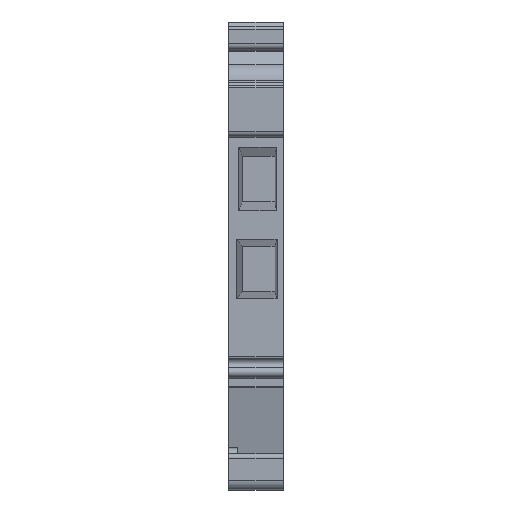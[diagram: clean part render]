
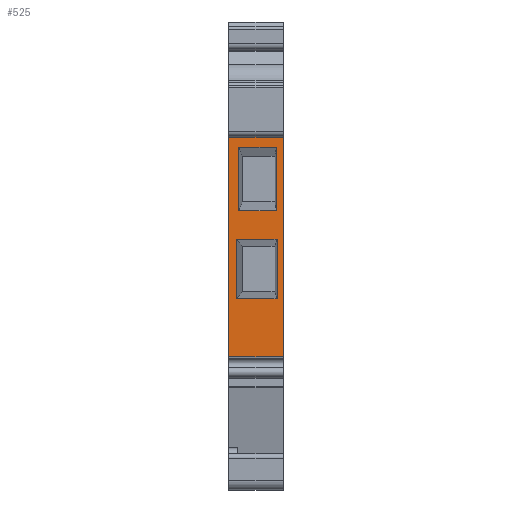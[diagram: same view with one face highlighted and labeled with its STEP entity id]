
A CAD part, left-side view. The second image highlights one B-rep face of the part: STEP entity #525.
In plain terms, the highlighted planar face has unit normal (-1, 0, 0).
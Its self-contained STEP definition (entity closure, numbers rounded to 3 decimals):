
#525 = ADVANCED_FACE( '', ( #1156, #1157, #1158 ), #1159, .F. );
#1156 = FACE_BOUND( '', #1890, .T. );
#1157 = FACE_OUTER_BOUND( '', #1891, .T. );
#1158 = FACE_BOUND( '', #1892, .T. );
#1159 = PLANE( '', #1893 );
#1890 = EDGE_LOOP( '', ( #3453, #3454, #3455, #3456 ) );
#1891 = EDGE_LOOP( '', ( #3457, #3458, #3459, #3460 ) );
#1892 = EDGE_LOOP( '', ( #3461, #3462, #3463, #3464 ) );
#1893 = AXIS2_PLACEMENT_3D( '', #3465, #3466, #3467 );
#3453 = ORIENTED_EDGE( '', *, *, #5137, .T. );
#3454 = ORIENTED_EDGE( '', *, *, #5138, .T. );
#3455 = ORIENTED_EDGE( '', *, *, #5139, .T. );
#3456 = ORIENTED_EDGE( '', *, *, #5140, .T. );
#3457 = ORIENTED_EDGE( '', *, *, #5141, .T. );
#3458 = ORIENTED_EDGE( '', *, *, #5142, .F. );
#3459 = ORIENTED_EDGE( '', *, *, #4889, .F. );
#3460 = ORIENTED_EDGE( '', *, *, #4515, .T. );
#3461 = ORIENTED_EDGE( '', *, *, #5143, .T. );
#3462 = ORIENTED_EDGE( '', *, *, #5029, .T. );
#3463 = ORIENTED_EDGE( '', *, *, #5048, .T. );
#3464 = ORIENTED_EDGE( '', *, *, #5144, .T. );
#3465 = CARTESIAN_POINT( '', ( -29.582, 6., 3.86 ) );
#3466 = DIRECTION( '', ( 1., 0., 0. ) );
#3467 = DIRECTION( '', ( 0., 0., -1. ) );
#4515 = EDGE_CURVE( '', #5439, #5437, #5440, .T. );
#4889 = EDGE_CURVE( '', #5439, #6080, #6081, .T. );
#5029 = EDGE_CURVE( '', #6282, #6284, #6286, .F. );
#5048 = EDGE_CURVE( '', #6284, #6310, #6312, .F. );
#5137 = EDGE_CURVE( '', #6431, #6432, #6433, .T. );
#5138 = EDGE_CURVE( '', #6432, #6434, #6435, .T. );
#5139 = EDGE_CURVE( '', #6434, #6436, #6437, .T. );
#5140 = EDGE_CURVE( '', #6436, #6431, #6438, .T. );
#5141 = EDGE_CURVE( '', #5437, #6439, #6440, .T. );
#5142 = EDGE_CURVE( '', #6080, #6439, #6441, .T. );
#5143 = EDGE_CURVE( '', #6442, #6282, #6443, .F. );
#5144 = EDGE_CURVE( '', #6310, #6442, #6444, .F. );
#5437 = VERTEX_POINT( '', #6789 );
#5439 = VERTEX_POINT( '', #6791 );
#5440 = LINE( '', #6792, #6793 );
#6080 = VERTEX_POINT( '', #7672 );
#6081 = LINE( '', #7673, #7674 );
#6282 = VERTEX_POINT( '', #7955 );
#6284 = VERTEX_POINT( '', #7958 );
#6286 = LINE( '', #7961, #7962 );
#6310 = VERTEX_POINT( '', #7996 );
#6312 = LINE( '', #7999, #8000 );
#6431 = VERTEX_POINT( '', #8165 );
#6432 = VERTEX_POINT( '', #8166 );
#6433 = LINE( '', #8167, #8168 );
#6434 = VERTEX_POINT( '', #8169 );
#6435 = LINE( '', #8170, #8171 );
#6436 = VERTEX_POINT( '', #8172 );
#6437 = LINE( '', #8173, #8174 );
#6438 = LINE( '', #8175, #8176 );
#6439 = VERTEX_POINT( '', #8177 );
#6440 = LINE( '', #8178, #8179 );
#6441 = LINE( '', #8180, #8181 );
#6442 = VERTEX_POINT( '', #8182 );
#6443 = LINE( '', #8183, #8184 );
#6444 = LINE( '', #8185, #8186 );
#6789 = CARTESIAN_POINT( '', ( -29.582, 0., -11.092 ) );
#6791 = CARTESIAN_POINT( '', ( -29.582, 6., -11.092 ) );
#6792 = CARTESIAN_POINT( '', ( -29.582, 6., -11.092 ) );
#6793 = VECTOR( '', #8593, 1000. );
#7672 = CARTESIAN_POINT( '', ( -29.582, 6., 13.103 ) );
#7673 = CARTESIAN_POINT( '', ( -29.582, 6., -11.092 ) );
#7674 = VECTOR( '', #9058, 1000. );
#7955 = CARTESIAN_POINT( '', ( -29.582, 0.761, 11.968 ) );
#7958 = CARTESIAN_POINT( '', ( -29.582, 0.761, 4.995 ) );
#7961 = CARTESIAN_POINT( '', ( -29.582, 0.761, 3.86 ) );
#7962 = VECTOR( '', #9216, 1000. );
#7996 = CARTESIAN_POINT( '', ( -29.582, 4.918, 4.995 ) );
#7999 = CARTESIAN_POINT( '', ( -29.582, 6., 4.995 ) );
#8000 = VECTOR( '', #9231, 1000. );
#8165 = CARTESIAN_POINT( '', ( -29.582, 5.146, 1.869 ) );
#8166 = CARTESIAN_POINT( '', ( -29.582, 0.685, 1.869 ) );
#8167 = CARTESIAN_POINT( '', ( -29.582, 6., 1.869 ) );
#8168 = VECTOR( '', #9317, 1000. );
#8169 = CARTESIAN_POINT( '', ( -29.582, 0.685, -4.707 ) );
#8170 = CARTESIAN_POINT( '', ( -29.582, 0.685, 3.86 ) );
#8171 = VECTOR( '', #9318, 1000. );
#8172 = CARTESIAN_POINT( '', ( -29.582, 5.146, -4.707 ) );
#8173 = CARTESIAN_POINT( '', ( -29.582, 6., -4.707 ) );
#8174 = VECTOR( '', #9319, 1000. );
#8175 = CARTESIAN_POINT( '', ( -29.582, 5.146, 3.86 ) );
#8176 = VECTOR( '', #9320, 1000. );
#8177 = CARTESIAN_POINT( '', ( -29.582, 0., 13.103 ) );
#8178 = CARTESIAN_POINT( '', ( -29.582, 0., 3.86 ) );
#8179 = VECTOR( '', #9321, 1000. );
#8180 = CARTESIAN_POINT( '', ( -29.582, 6., 13.103 ) );
#8181 = VECTOR( '', #9322, 1000. );
#8182 = CARTESIAN_POINT( '', ( -29.582, 4.918, 11.968 ) );
#8183 = CARTESIAN_POINT( '', ( -29.582, 6., 11.968 ) );
#8184 = VECTOR( '', #9323, 1000. );
#8185 = CARTESIAN_POINT( '', ( -29.582, 4.918, 3.86 ) );
#8186 = VECTOR( '', #9324, 1000. );
#8593 = DIRECTION( '', ( 0., -1., 0. ) );
#9058 = DIRECTION( '', ( 0., 0., 1. ) );
#9216 = DIRECTION( '', ( 0., 0., 1. ) );
#9231 = DIRECTION( '', ( 0., -1., 0. ) );
#9317 = DIRECTION( '', ( 0., -1., 0. ) );
#9318 = DIRECTION( '', ( 0., 0., -1. ) );
#9319 = DIRECTION( '', ( 0., 1., 0. ) );
#9320 = DIRECTION( '', ( 0., 0., 1. ) );
#9321 = DIRECTION( '', ( 0., 0., 1. ) );
#9322 = DIRECTION( '', ( 0., -1., 0. ) );
#9323 = DIRECTION( '', ( 0., 1., 0. ) );
#9324 = DIRECTION( '', ( 0., 0., -1. ) );
